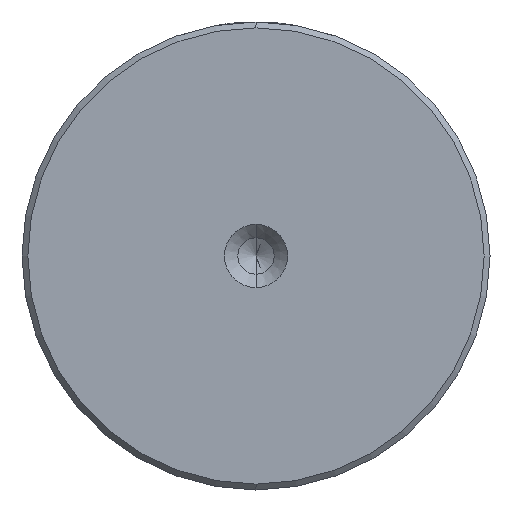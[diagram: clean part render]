
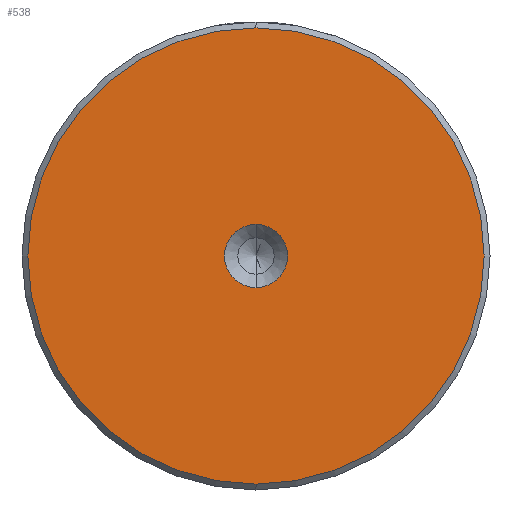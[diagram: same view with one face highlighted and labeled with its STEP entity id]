
A CAD part, left-side view. The second image highlights one B-rep face of the part: STEP entity #538.
In plain terms, the highlighted planar face has unit normal (-1, 0, 0).
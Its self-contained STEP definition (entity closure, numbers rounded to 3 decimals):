
#50 = DIRECTION ( 'NONE',  ( -1., 0., 0. ) ) ;
#55 = CARTESIAN_POINT ( 'NONE',  ( 0., 0., 2.7 ) ) ;
#196 = ORIENTED_EDGE ( 'NONE', *, *, #210, .T. ) ;
#199 = AXIS2_PLACEMENT_3D ( 'NONE', #976, #785, #629 ) ;
#210 = EDGE_CURVE ( 'NONE', #1355, #350, #420, .T. ) ;
#341 = AXIS2_PLACEMENT_3D ( 'NONE', #1561, #1638, #1736 ) ;
#350 = VERTEX_POINT ( 'NONE', #1068 ) ;
#420 = CIRCLE ( 'NONE', #341, 19.5 ) ;
#486 = ORIENTED_EDGE ( 'NONE', *, *, #552, .T. ) ;
#501 = CARTESIAN_POINT ( 'NONE',  ( 0., 0., -2.7 ) ) ;
#538 = ADVANCED_FACE ( 'NONE', ( #936, #1454 ), #1136, .T. ) ;
#552 = EDGE_CURVE ( 'NONE', #350, #1355, #2256, .T. ) ;
#570 = AXIS2_PLACEMENT_3D ( 'NONE', #1017, #884, #697 ) ;
#629 = DIRECTION ( 'NONE',  ( 0., 0., 1. ) ) ;
#638 = VERTEX_POINT ( 'NONE', #501 ) ;
#686 = CARTESIAN_POINT ( 'NONE',  ( 0., 0., 0. ) ) ;
#697 = DIRECTION ( 'NONE',  ( 0., 0., 1. ) ) ;
#761 = ORIENTED_EDGE ( 'NONE', *, *, #1015, .F. ) ;
#785 = DIRECTION ( 'NONE',  ( -1., 0., 0. ) ) ;
#866 = DIRECTION ( 'NONE',  ( 0., 0., 1. ) ) ;
#884 = DIRECTION ( 'NONE',  ( -1., 0., 0. ) ) ;
#936 = FACE_OUTER_BOUND ( 'NONE', #1505, .T. ) ;
#976 = CARTESIAN_POINT ( 'NONE',  ( 0., 0., 0. ) ) ;
#1015 = EDGE_CURVE ( 'NONE', #638, #2031, #1354, .T. ) ;
#1017 = CARTESIAN_POINT ( 'NONE',  ( 0., 0., 0. ) ) ;
#1027 = CARTESIAN_POINT ( 'NONE',  ( 0., 0., 19.5 ) ) ;
#1068 = CARTESIAN_POINT ( 'NONE',  ( 0., 0., -19.5 ) ) ;
#1136 = PLANE ( 'NONE',  #199 ) ;
#1140 = CARTESIAN_POINT ( 'NONE',  ( 0., 0., 0. ) ) ;
#1314 = DIRECTION ( 'NONE',  ( 0., 0., 1. ) ) ;
#1354 = CIRCLE ( 'NONE', #1731, 2.7 ) ;
#1355 = VERTEX_POINT ( 'NONE', #1027 ) ;
#1446 = AXIS2_PLACEMENT_3D ( 'NONE', #1140, #50, #1314 ) ;
#1451 = ORIENTED_EDGE ( 'NONE', *, *, #1482, .F. ) ;
#1454 = FACE_BOUND ( 'NONE', #1886, .T. ) ;
#1482 = EDGE_CURVE ( 'NONE', #2031, #638, #1810, .T. ) ;
#1505 = EDGE_LOOP ( 'NONE', ( #486, #196 ) ) ;
#1561 = CARTESIAN_POINT ( 'NONE',  ( 0., 0., 0. ) ) ;
#1638 = DIRECTION ( 'NONE',  ( -1., 0., 0. ) ) ;
#1731 = AXIS2_PLACEMENT_3D ( 'NONE', #686, #1888, #866 ) ;
#1736 = DIRECTION ( 'NONE',  ( 0., 0., 1. ) ) ;
#1810 = CIRCLE ( 'NONE', #1446, 2.7 ) ;
#1886 = EDGE_LOOP ( 'NONE', ( #1451, #761 ) ) ;
#1888 = DIRECTION ( 'NONE',  ( -1., 0., 0. ) ) ;
#2031 = VERTEX_POINT ( 'NONE', #55 ) ;
#2256 = CIRCLE ( 'NONE', #570, 19.5 ) ;
